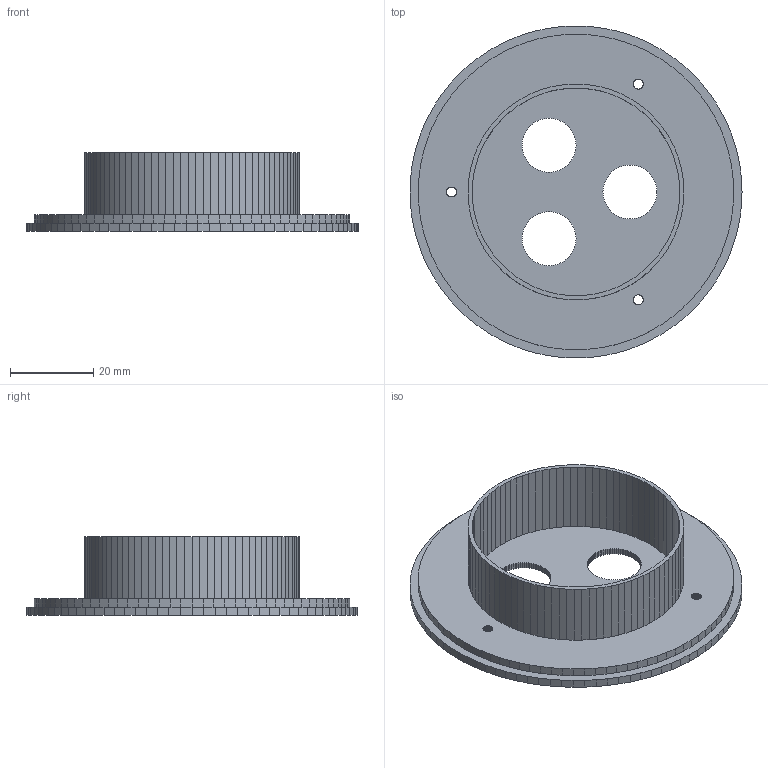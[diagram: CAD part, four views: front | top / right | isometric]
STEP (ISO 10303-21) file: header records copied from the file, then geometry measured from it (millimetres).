
FILE_DESCRIPTION(('FreeCAD Model'),'2;1');
FILE_NAME('bottom.step','2018-11-05T14:15:25',('Author'),(''), 'Open CASCADE STEP processor 7.2','FreeCAD','Unknown');
FILE_SCHEMA(('AUTOMOTIVE_DESIGN { 1 0 10303 214 1 1 1 1 }'));
Products named in the file (1): Solid
Bounding box: 80 x 79.95 x 19 mm (x, y, z)
Volume: 15956.1 mm3; surface area: 15674.5 mm2
Topology: 1 solids, 1 shells, 905 faces, 2700 edges, 1800 vertices
Faces by surface type: plane 905
Entity records: 64899 total; most frequent: CARTESIAN_POINT 10806, DIRECTION 9912, LINE 8100, VECTOR 8100, ORIENTED_EDGE 5400, PCURVE 5400, DEFINITIONAL_REPRESENTATION 5400, EDGE_CURVE 2700
